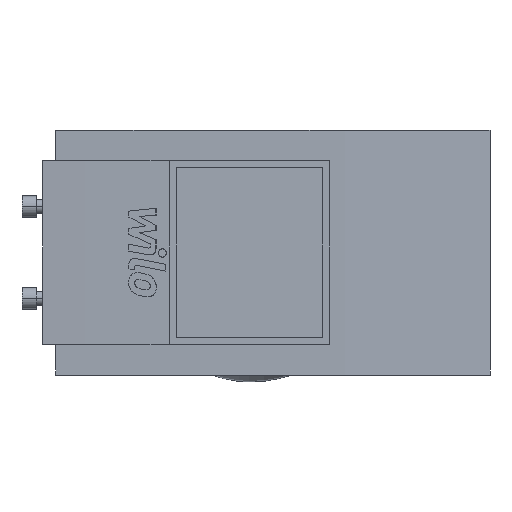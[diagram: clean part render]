
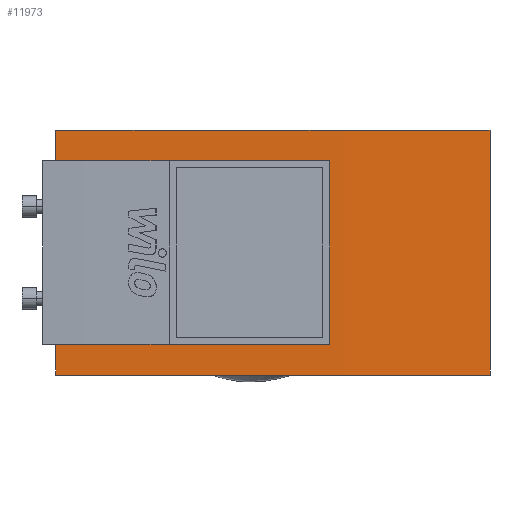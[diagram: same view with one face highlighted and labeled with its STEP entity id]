
A CAD part, front view. The second image highlights one B-rep face of the part: STEP entity #11973.
In plain terms, the highlighted cylindrical face has radius 3491.34 mm (diameter 6982.69 mm), a partial arc.
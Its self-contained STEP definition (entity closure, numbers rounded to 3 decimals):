
#11898=CARTESIAN_POINT('',(294.,-311.919,86.));
#11899=VERTEX_POINT('',#11898);
#11907=CARTESIAN_POINT('',(-11.,-311.963,86.0));
#11908=VERTEX_POINT('',#11907);
#11915=CARTESIAN_POINT('',(141.,3176.069,86.));
#11916=DIRECTION('',(0.,0.,-1.0));
#11917=DIRECTION('',(-0.044,0.999,0.));
#11918=AXIS2_PLACEMENT_3D('',#11915,#11916,#11917);
#11919=CIRCLE('',#11918,3491.343);
#11920=EDGE_CURVE('',#11899,#11908,#11919,.T.);
#11930=CARTESIAN_POINT('',(-11.,-311.963,-86.0));
#11931=VERTEX_POINT('',#11930);
#11938=CARTESIAN_POINT('',(-11.,-311.963,-86.0));
#11939=DIRECTION('',(0.0,0.0,1.0));
#11940=VECTOR('',#11939,172.0);
#11941=LINE('',#11938,#11940);
#11942=EDGE_CURVE('',#11931,#11908,#11941,.T.);
#11949=CARTESIAN_POINT('',(141.,3176.069,0.));
#11950=DIRECTION('',(0.,0.,-1.0));
#11951=DIRECTION('',(-0.044,0.999,0.));
#11952=AXIS2_PLACEMENT_3D('',#11949,#11950,#11951);
#11953=CYLINDRICAL_SURFACE('',#11952,3491.343);
#11954=CARTESIAN_POINT('',(294.,-311.919,-86.));
#11955=VERTEX_POINT('',#11954);
#11956=CARTESIAN_POINT('',(141.,3176.069,-86.));
#11957=DIRECTION('',(0.,0.,1.0));
#11958=DIRECTION('',(-0.044,0.999,0.));
#11959=AXIS2_PLACEMENT_3D('',#11956,#11957,#11958);
#11960=CIRCLE('',#11959,3491.343);
#11961=EDGE_CURVE('',#11931,#11955,#11960,.T.);
#11962=ORIENTED_EDGE('',*,*,#11961,.T.);
#11963=CARTESIAN_POINT('',(294.,-311.919,-86.));
#11964=DIRECTION('',(0.0,0.0,1.0));
#11965=VECTOR('',#11964,172.0);
#11966=LINE('',#11963,#11965);
#11967=EDGE_CURVE('',#11955,#11899,#11966,.T.);
#11968=ORIENTED_EDGE('',*,*,#11967,.T.);
#11969=ORIENTED_EDGE('',*,*,#11920,.T.);
#11970=ORIENTED_EDGE('',*,*,#11942,.F.);
#11971=EDGE_LOOP('',(#11962,#11968,#11969,#11970));
#11972=FACE_OUTER_BOUND('',#11971,.T.);
#11973=ADVANCED_FACE('',(#11972),#11953,.T.);
